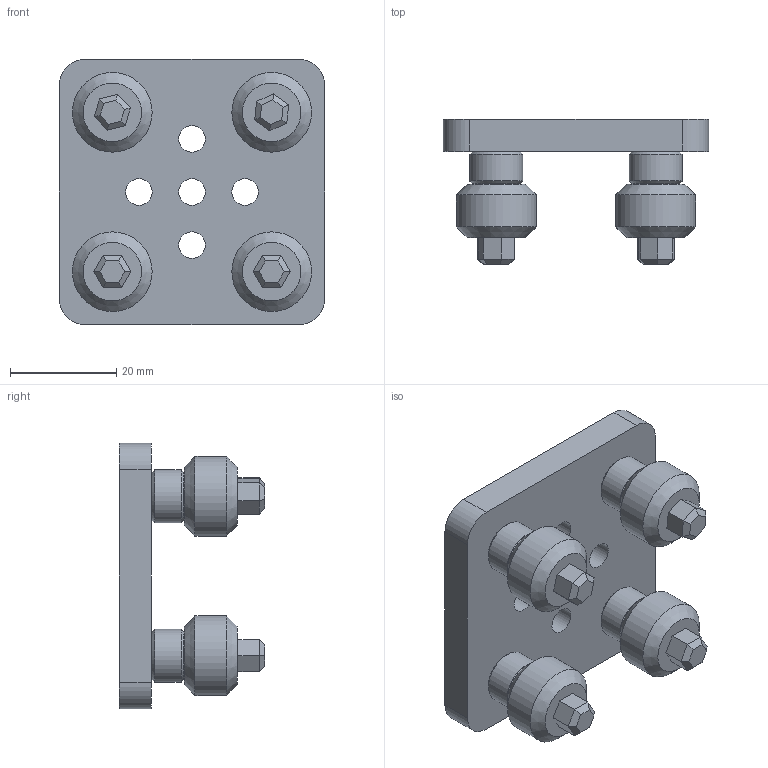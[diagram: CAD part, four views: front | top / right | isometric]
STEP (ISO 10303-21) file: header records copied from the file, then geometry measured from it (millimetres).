
FILE_DESCRIPTION(/* description */ (''),/* implementation_level */ '2;1');
FILE_NAME(/* name */ 'ATC_50x50_VSLOT_ROLLER.step',/* time_stamp */ '2021-01-06T23:37:03+01:00',/* author */ (''),/* organization */ (''),/* preprocessor_version */ 'ST-DEVELOPER v18.1',/* originating_system */ 'Autodesk Translation Framework v9.7.0.1280',/* authorisation */ '');
FILE_SCHEMA (('AUTOMOTIVE_DESIGN { 1 0 10303 214 3 1 1 }'));
Length unit declared in the file: millimetre
Products named in the file (1): ATC_50x50_VSLOT_ROLLER
Bounding box: 50 x 27.3 x 50 mm (x, y, z)
Volume: 20447.2 mm3; surface area: 12284 mm2
Topology: 13 solids, 13 shells, 131 faces, 263 edges, 162 vertices
Faces by surface type: plane 82, cylinder 33, cone 16
Full cylindrical faces by diameter (mm): 5 x17, 10 x8, 15 x4
Entity records: 3455 total; most frequent: DIRECTION 609, CARTESIAN_POINT 557, ORIENTED_EDGE 526, EDGE_CURVE 263, AXIS2_PLACEMENT_3D 214, LINE 181, VECTOR 181, EDGE_LOOP 169
